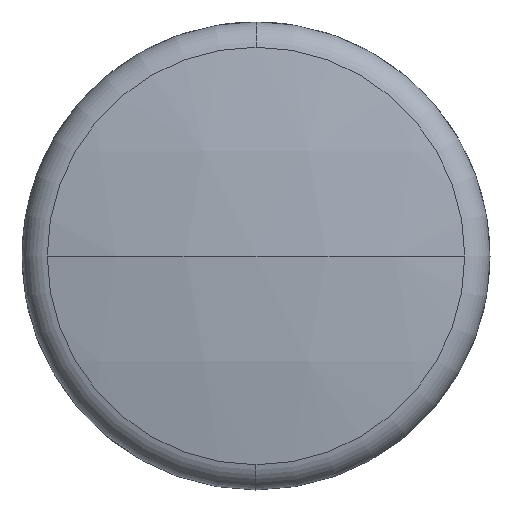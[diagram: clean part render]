
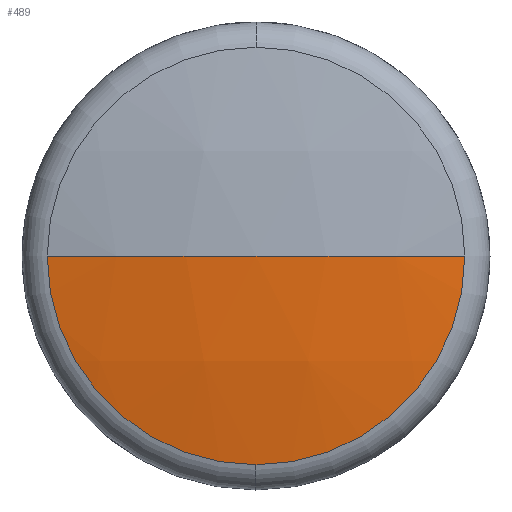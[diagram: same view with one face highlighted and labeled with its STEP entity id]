
A CAD part, left-side view. The second image highlights one B-rep face of the part: STEP entity #489.
In plain terms, the highlighted spherical face has radius 35 mm.
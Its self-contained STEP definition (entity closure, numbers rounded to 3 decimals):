
#70 = EDGE_LOOP ( 'NONE', ( #2068, #2053, #2007, #1596 ) ) ;
#161 = CARTESIAN_POINT ( 'NONE',  ( -1.554, 0., 0. ) ) ;
#302 = DIRECTION ( 'NONE',  ( 0., 0., -1. ) ) ;
#327 = CIRCLE ( 'NONE', #2356, 6.691 ) ;
#339 = CIRCLE ( 'NONE', #1011, 35. ) ;
#489 = ADVANCED_FACE ( 'NONE', ( #1665 ), #1046, .T. ) ;
#600 = VERTEX_POINT ( 'NONE', #1821 ) ;
#625 = CARTESIAN_POINT ( 'NONE',  ( -1.554, 6.691, 0. ) ) ;
#703 = VERTEX_POINT ( 'NONE', #625 ) ;
#818 = CARTESIAN_POINT ( 'NONE',  ( 32.8, 0., 0. ) ) ;
#1011 = AXIS2_PLACEMENT_3D ( 'NONE', #2443, #1268, #1401 ) ;
#1046 = SPHERICAL_SURFACE ( 'NONE', #1544, 35. ) ;
#1151 = AXIS2_PLACEMENT_3D ( 'NONE', #1766, #1310, #2160 ) ;
#1268 = DIRECTION ( 'NONE',  ( 0., 0., -1. ) ) ;
#1302 = DIRECTION ( 'NONE',  ( 0., 1., 0. ) ) ;
#1310 = DIRECTION ( 'NONE',  ( -1., 0., 0. ) ) ;
#1401 = DIRECTION ( 'NONE',  ( 0., 1., 0. ) ) ;
#1421 = EDGE_CURVE ( 'NONE', #600, #1625, #1647, .T. ) ;
#1499 = DIRECTION ( 'NONE',  ( -1., 0., 0. ) ) ;
#1544 = AXIS2_PLACEMENT_3D ( 'NONE', #1546, #302, #1302 ) ;
#1546 = CARTESIAN_POINT ( 'NONE',  ( 32.8, 0., 0. ) ) ;
#1596 = ORIENTED_EDGE ( 'NONE', *, *, #2036, .T. ) ;
#1615 = EDGE_CURVE ( 'NONE', #703, #1756, #2256, .T. ) ;
#1625 = VERTEX_POINT ( 'NONE', #1829 ) ;
#1647 = CIRCLE ( 'NONE', #1151, 6.691 ) ;
#1665 = FACE_OUTER_BOUND ( 'NONE', #70, .T. ) ;
#1756 = VERTEX_POINT ( 'NONE', #2170 ) ;
#1766 = CARTESIAN_POINT ( 'NONE',  ( -1.554, 0., 0. ) ) ;
#1821 = CARTESIAN_POINT ( 'NONE',  ( -1.554, 0., -6.691 ) ) ;
#1829 = CARTESIAN_POINT ( 'NONE',  ( -1.554, -6.691, 0. ) ) ;
#1927 = AXIS2_PLACEMENT_3D ( 'NONE', #818, #2429, #2425 ) ;
#1941 = DIRECTION ( 'NONE',  ( 0., 0., 1. ) ) ;
#2007 = ORIENTED_EDGE ( 'NONE', *, *, #1615, .F. ) ;
#2036 = EDGE_CURVE ( 'NONE', #703, #600, #327, .T. ) ;
#2053 = ORIENTED_EDGE ( 'NONE', *, *, #2059, .T. ) ;
#2059 = EDGE_CURVE ( 'NONE', #1625, #1756, #339, .T. ) ;
#2068 = ORIENTED_EDGE ( 'NONE', *, *, #1421, .T. ) ;
#2160 = DIRECTION ( 'NONE',  ( 0., 0., 1. ) ) ;
#2170 = CARTESIAN_POINT ( 'NONE',  ( -2.2, 0., 0. ) ) ;
#2256 = CIRCLE ( 'NONE', #1927, 35. ) ;
#2356 = AXIS2_PLACEMENT_3D ( 'NONE', #161, #1499, #1941 ) ;
#2425 = DIRECTION ( 'NONE',  ( 1., 0., 0. ) ) ;
#2429 = DIRECTION ( 'NONE',  ( 0., 0., 1. ) ) ;
#2443 = CARTESIAN_POINT ( 'NONE',  ( 32.8, 0., 0. ) ) ;
